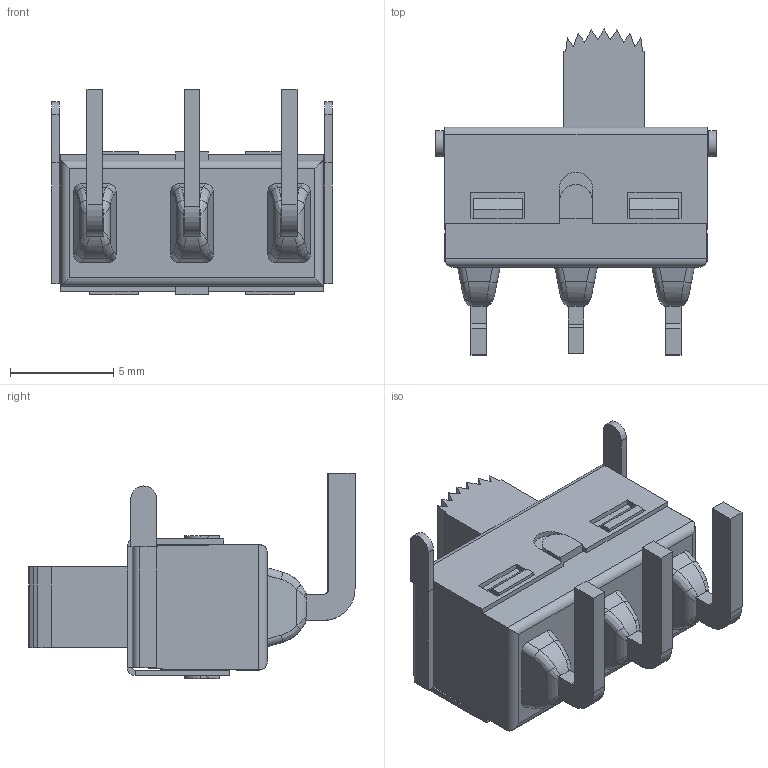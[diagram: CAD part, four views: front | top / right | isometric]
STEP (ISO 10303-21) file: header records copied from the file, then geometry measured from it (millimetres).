
FILE_DESCRIPTION(/* description */ ('1000-'),/* implementation_level */ '2;1');
FILE_NAME(/* name */ '1101M2S3AQE2_ipt_640b8461.STEP',/* time_stamp */ '2021-11-25T10:11:30-03:00',/* author */ ('Cadenas PARTsolutions'),/* organization */ ('CKCOMPONENTS'),/* preprocessor_version */ 'ST-DEVELOPER v18.1',/* originating_system */ 'Autodesk Inventor 2020',/* authorisation */ '');
FILE_SCHEMA (('AUTOMOTIVE_DESIGN { 1 0 10303 214 3 1 1 }'));
Length unit declared in the file: inch
Products named in the file (1): 1101M2S3AQE2
Bounding box: 13.56 x 15.77 x 9.93 mm (x, y, z)
Volume: 461.6 mm3; surface area: 1384.8 mm2
Topology: 1 solids, 1 shells, 413 faces, 1150 edges, 720 vertices
Faces by surface type: plane 306, cylinder 79, bspline 28
Full cylindrical faces by diameter (mm): 2.388 x1
Entity records: 14463 total; most frequent: CARTESIAN_POINT 3820, ORIENTED_EDGE 2300, DIRECTION 2090, EDGE_CURVE 1150, LINE 934, VECTOR 934, VERTEX_POINT 720, AXIS2_PLACEMENT_3D 578
